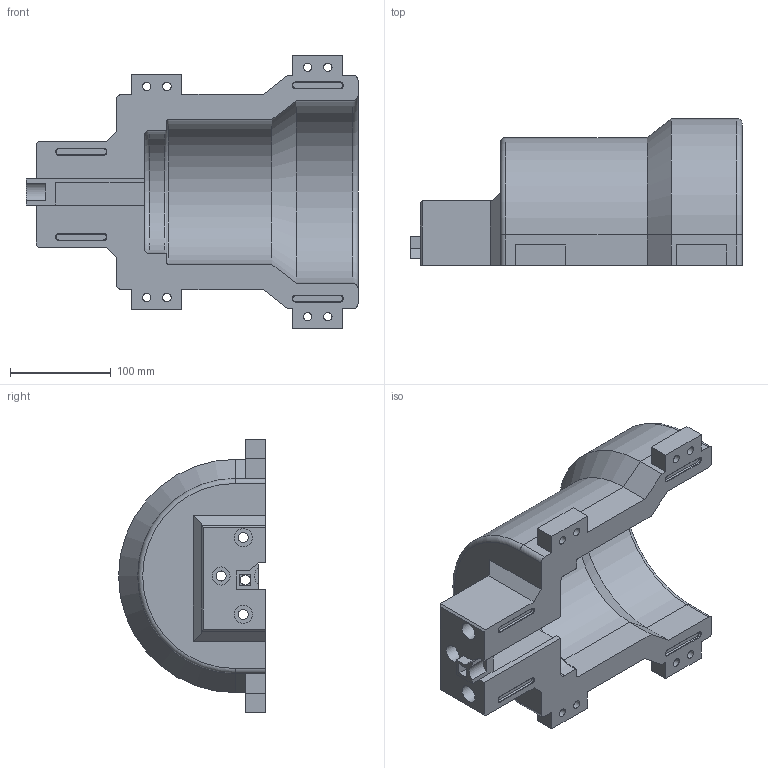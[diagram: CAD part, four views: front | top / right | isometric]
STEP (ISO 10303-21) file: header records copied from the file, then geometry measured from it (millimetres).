
FILE_DESCRIPTION(/* description */ (''),/* implementation_level */ '2;1');
FILE_NAME(/* name */ '220810-2_Altern_2teilig-oben_nurIso2mm_Isolierung_therm-Schutz.stp',/* time_stamp */ '2022-09-09T15:40:06+02:00',/* author */ ('heine'),/* organization */ (''),/* preprocessor_version */ 'ST-DEVELOPER v19',/* originating_system */ 'Autodesk Inventor 2023',/* authorisation */ '');
FILE_SCHEMA (('AUTOMOTIVE_DESIGN { 1 0 10303 214 3 1 1 }'));
Length unit declared in the file: millimetre
Products named in the file (1): 220810-2_Altern_2teilig-oben_nurIso2mm_Isolierung_therm-Schutz
Bounding box: 330 x 146 x 272 mm (x, y, z)
Volume: 3102470.5 mm3; surface area: 278161.9 mm2
Topology: 1 solids, 1 shells, 139 faces, 351 edges, 222 vertices
Faces by surface type: plane 86, cylinder 37, cone 10, torus 6
Full cylindrical faces by diameter (mm): 8.4 x8, 10 x4, 18 x3
Entity records: 4218 total; most frequent: DIRECTION 723, CARTESIAN_POINT 713, ORIENTED_EDGE 702, EDGE_CURVE 351, LINE 259, VECTOR 259, AXIS2_PLACEMENT_3D 232, VERTEX_POINT 222
